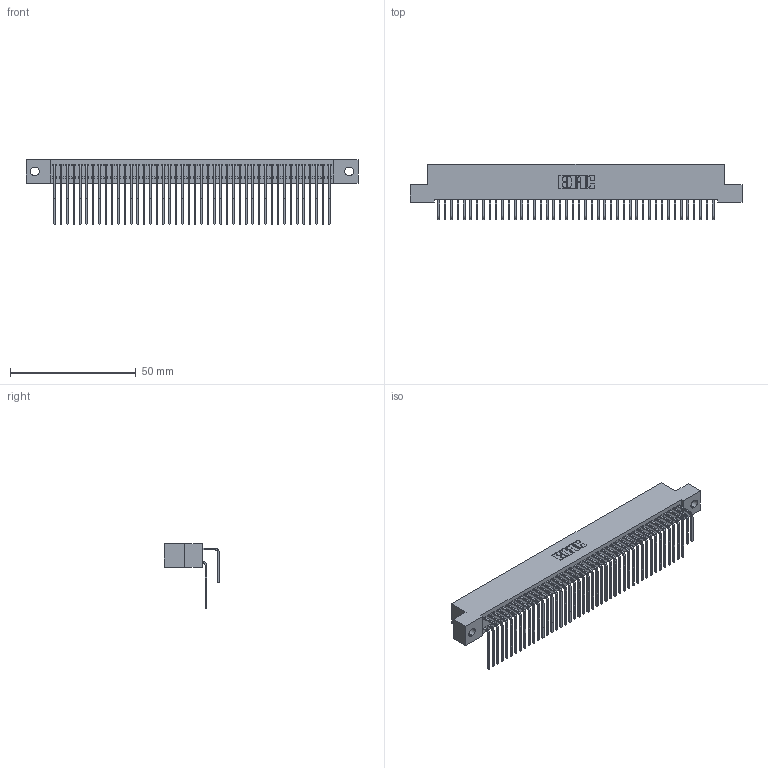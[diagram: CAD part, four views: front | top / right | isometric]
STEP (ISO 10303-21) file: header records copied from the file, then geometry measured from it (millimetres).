
FILE_DESCRIPTION (( 'STEP AP203' ), '1' );
FILE_NAME ('392-088-558-202.STEP', '2019-10-09T17:02:58', ( '' ), ( '' ), 'SwSTEP 2.0', 'SolidWorks 2016', '' );
FILE_SCHEMA (( 'CONFIG_CONTROL_DESIGN' ));
Length unit declared in the file: inch
Products named in the file (4): 342 Part_.128 Slot; 345-292-001_558 559 Tail - 1; 345-292-001_558 Tail - 2; 392-088-558-202
Assembly tree (89 placements, depth 2):
  392-088-558-202
    342 Part_.128 Slot
    345-292-001_558 559 Tail - 1  x44
    345-292-001_558 Tail - 2  x44
Bounding box: 132.08 x 21.91 x 25.78 mm (x, y, z)
Volume: 12332.3 mm3; surface area: 22179.2 mm2
Topology: 89 solids, 89 shells, 4866 faces, 14479 edges, 9534 vertices
Faces by surface type: plane 3414, cylinder 1452
Entity records: 29835 total; most frequent: CARTESIAN_POINT 4993, ORIENTED_EDGE 4878, DIRECTION 4243, EDGE_CURVE 2439, VECTOR 2271, LINE 2271, VERTEX_POINT 1622, AXIS2_PLACEMENT_3D 986
